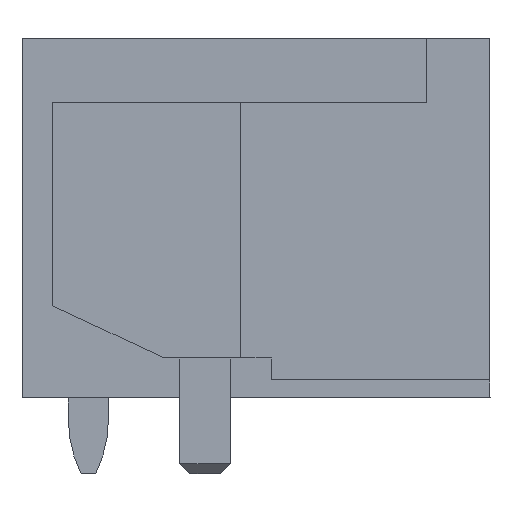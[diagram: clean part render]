
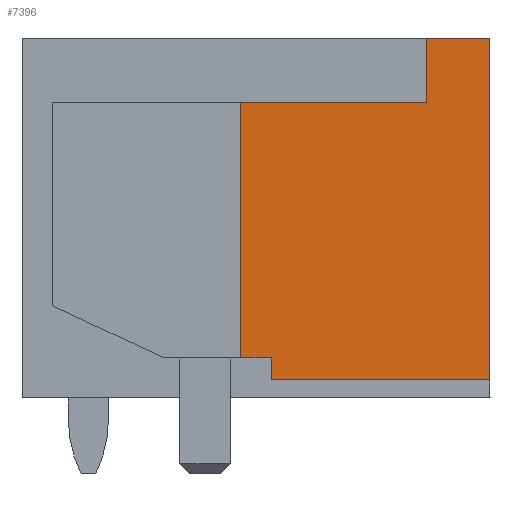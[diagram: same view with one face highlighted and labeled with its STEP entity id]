
A CAD part, left-side view. The second image highlights one B-rep face of the part: STEP entity #7396.
In plain terms, the highlighted planar face has unit normal (-1, 0, 0).
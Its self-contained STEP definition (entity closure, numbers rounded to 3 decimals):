
#7365=AXIS2_PLACEMENT_3D('Plane Axis2P3D',#7362,#7363,#7364) ;
#298=CARTESIAN_POINT('Vertex',(0.,0.,8.57)) ;
#301=CARTESIAN_POINT('Line Origine',(0.,0.,5.21)) ;
#305=CARTESIAN_POINT('Vertex',(0.,0.,1.85)) ;
#1003=CARTESIAN_POINT('Vertex',(0.,1.25,8.57)) ;
#1006=CARTESIAN_POINT('Line Origine',(0.,0.625,8.57)) ;
#7299=CARTESIAN_POINT('Vertex',(0.,4.3,1.85)) ;
#7302=CARTESIAN_POINT('Line Origine',(0.,4.3,2.065)) ;
#7306=CARTESIAN_POINT('Vertex',(0.,4.3,2.28)) ;
#7326=CARTESIAN_POINT('Line Origine',(0.,2.15,1.85)) ;
#7347=CARTESIAN_POINT('Vertex',(0.,1.25,7.3)) ;
#7350=CARTESIAN_POINT('Line Origine',(0.,1.25,7.935)) ;
#7362=CARTESIAN_POINT('Axis2P3D Location',(0.,0.,0.)) ;
#7367=CARTESIAN_POINT('Line Origine',(0.,4.6,2.28)) ;
#7371=CARTESIAN_POINT('Vertex',(0.,4.9,2.28)) ;
#7374=CARTESIAN_POINT('Line Origine',(0.,3.075,7.3)) ;
#7378=CARTESIAN_POINT('Vertex',(0.,4.9,7.3)) ;
#7381=CARTESIAN_POINT('Line Origine',(0.,4.9,4.79)) ;
#302=DIRECTION('Vector Direction',(0.,0.,-1.)) ;
#1007=DIRECTION('Vector Direction',(0.,-1.,0.)) ;
#7303=DIRECTION('Vector Direction',(0.,0.,1.)) ;
#7327=DIRECTION('Vector Direction',(0.,1.,0.)) ;
#7351=DIRECTION('Vector Direction',(0.,0.,1.)) ;
#7363=DIRECTION('Axis2P3D Direction',(-1.,0.,0.)) ;
#7364=DIRECTION('Axis2P3D XDirection',(0.,-1.,0.)) ;
#7368=DIRECTION('Vector Direction',(0.,1.,0.)) ;
#7375=DIRECTION('Vector Direction',(0.,-1.,0.)) ;
#7382=DIRECTION('Vector Direction',(0.,0.,-1.)) ;
#303=VECTOR('Line Direction',#302,1.) ;
#1008=VECTOR('Line Direction',#1007,1.) ;
#7304=VECTOR('Line Direction',#7303,1.) ;
#7328=VECTOR('Line Direction',#7327,1.) ;
#7352=VECTOR('Line Direction',#7351,1.) ;
#7369=VECTOR('Line Direction',#7368,1.) ;
#7376=VECTOR('Line Direction',#7375,1.) ;
#7383=VECTOR('Line Direction',#7382,1.) ;
#7387=ORIENTED_EDGE('',*,*,#7373,.T.) ;
#7388=ORIENTED_EDGE('',*,*,#7308,.T.) ;
#7389=ORIENTED_EDGE('',*,*,#7330,.T.) ;
#7390=ORIENTED_EDGE('',*,*,#307,.T.) ;
#7391=ORIENTED_EDGE('',*,*,#1010,.T.) ;
#7392=ORIENTED_EDGE('',*,*,#7354,.T.) ;
#7393=ORIENTED_EDGE('',*,*,#7380,.T.) ;
#7394=ORIENTED_EDGE('',*,*,#7385,.T.) ;
#7396=ADVANCED_FACE('HOUSING',(#7395),#7366,.T.) ;
#307=EDGE_CURVE('',#306,#299,#304,.F.) ;
#1010=EDGE_CURVE('',#299,#1004,#1009,.F.) ;
#7308=EDGE_CURVE('',#7307,#7300,#7305,.F.) ;
#7330=EDGE_CURVE('',#7300,#306,#7329,.F.) ;
#7354=EDGE_CURVE('',#1004,#7348,#7353,.F.) ;
#7373=EDGE_CURVE('',#7372,#7307,#7370,.F.) ;
#7380=EDGE_CURVE('',#7348,#7379,#7377,.F.) ;
#7385=EDGE_CURVE('',#7379,#7372,#7384,.T.) ;
#7386=EDGE_LOOP('',(#7387,#7388,#7389,#7390,#7391,#7392,#7393,#7394)) ;
#7395=FACE_OUTER_BOUND('',#7386,.T.) ;
#304=LINE('Line',#301,#303) ;
#1009=LINE('Line',#1006,#1008) ;
#7305=LINE('Line',#7302,#7304) ;
#7329=LINE('Line',#7326,#7328) ;
#7353=LINE('Line',#7350,#7352) ;
#7370=LINE('Line',#7367,#7369) ;
#7377=LINE('Line',#7374,#7376) ;
#7384=LINE('Line',#7381,#7383) ;
#7366=PLANE('',#7365) ;
#299=VERTEX_POINT('',#298) ;
#306=VERTEX_POINT('',#305) ;
#1004=VERTEX_POINT('',#1003) ;
#7300=VERTEX_POINT('',#7299) ;
#7307=VERTEX_POINT('',#7306) ;
#7348=VERTEX_POINT('',#7347) ;
#7372=VERTEX_POINT('',#7371) ;
#7379=VERTEX_POINT('',#7378) ;
